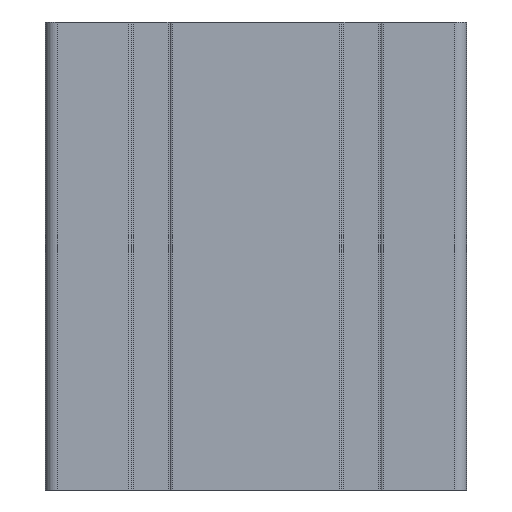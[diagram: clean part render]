
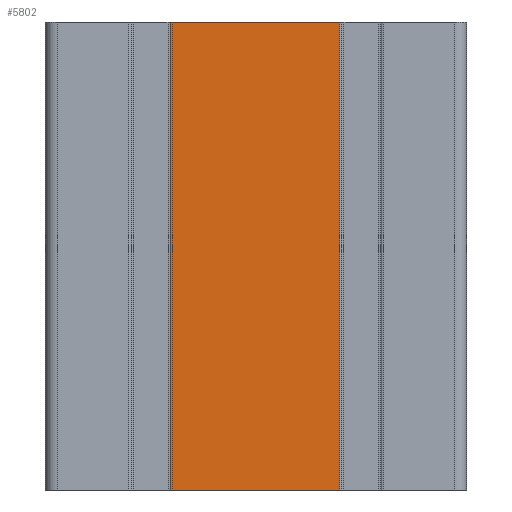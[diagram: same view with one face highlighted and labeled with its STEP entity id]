
A CAD part, left-side view. The second image highlights one B-rep face of the part: STEP entity #5802.
In plain terms, the highlighted planar face has unit normal (-1, 0, 0).
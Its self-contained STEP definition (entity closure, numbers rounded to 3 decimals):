
#699=FACE_OUTER_BOUND('',#995,.T.);
#995=EDGE_LOOP('',(#4724,#4725,#4726,#4727));
#1321=LINE('',#8829,#1921);
#1465=LINE('',#9245,#2065);
#1613=LINE('',#9673,#2213);
#1614=LINE('',#9674,#2214);
#1921=VECTOR('',#7132,100.);
#2065=VECTOR('',#7532,100.);
#2213=VECTOR('',#7948,35.7);
#2214=VECTOR('',#7949,35.7);
#2516=VERTEX_POINT('',#8825);
#2517=VERTEX_POINT('',#8827);
#2660=VERTEX_POINT('',#9242);
#2661=VERTEX_POINT('',#9244);
#3211=EDGE_CURVE('',#2516,#2517,#1321,.T.);
#3416=EDGE_CURVE('',#2660,#2661,#1465,.T.);
#3627=EDGE_CURVE('',#2661,#2517,#1613,.T.);
#3628=EDGE_CURVE('',#2660,#2516,#1614,.T.);
#4724=ORIENTED_EDGE('',*,*,#3211,.T.);
#4725=ORIENTED_EDGE('',*,*,#3627,.F.);
#4726=ORIENTED_EDGE('',*,*,#3416,.F.);
#4727=ORIENTED_EDGE('',*,*,#3628,.T.);
#5518=PLANE('',#6334);
#5802=ADVANCED_FACE('',(#699),#5518,.T.);
#6334=AXIS2_PLACEMENT_3D('',#9672,#7946,#7947);
#7132=DIRECTION('',(0.,0.,-1.));
#7532=DIRECTION('',(0.,0.,-1.));
#7946=DIRECTION('center_axis',(-1.,0.,0.));
#7947=DIRECTION('ref_axis',(0.,-1.,0.));
#7948=DIRECTION('',(0.,1.,0.));
#7949=DIRECTION('',(0.,1.,0.));
#8825=CARTESIAN_POINT('',(-90.,17.85,100.));
#8827=CARTESIAN_POINT('',(-90.,17.85,0.));
#8829=CARTESIAN_POINT('',(-90.,17.85,0.));
#9242=CARTESIAN_POINT('',(-90.,-17.85,100.));
#9244=CARTESIAN_POINT('',(-90.,-17.85,0.));
#9245=CARTESIAN_POINT('',(-90.,-17.85,0.));
#9672=CARTESIAN_POINT('Origin',(-90.,42.5,0.));
#9673=CARTESIAN_POINT('',(-90.,21.25,0.));
#9674=CARTESIAN_POINT('',(-90.,21.25,100.));
